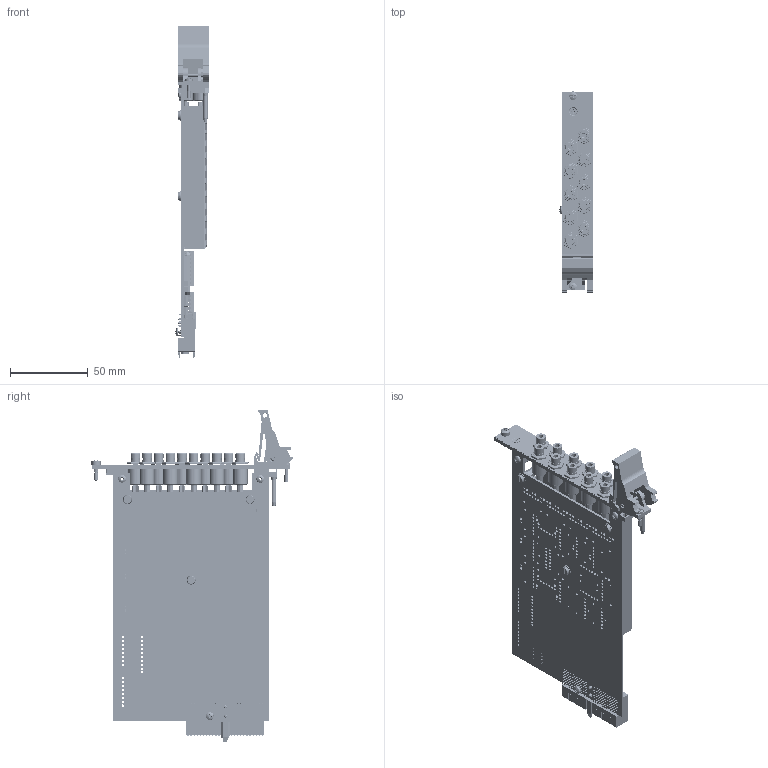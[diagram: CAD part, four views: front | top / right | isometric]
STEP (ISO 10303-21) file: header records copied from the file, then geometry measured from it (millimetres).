
FILE_DESCRIPTION (( 'STEP AP214' ), '1' );
FILE_NAME ('40-746-711 PXI Dual 4CH 75Ohm SMZ RF MUX.STEP', '2013-09-05T14:36:03', ( 'admin' ), ( '' ), 'SwSTEP 2.0', 'SolidWorks 2012', '' );
FILE_SCHEMA (( 'AUTOMOTIVE_DESIGN' ));
Length unit declared in the file: millimetre
Products named in the file (1): 40-746-711 PXI Dual 4CH 75Ohm SMZ RF MUX
Bounding box: 21.46 x 129.67 x 213.99 mm (x, y, z)
Surface area: 95979.3 mm2 (no closed solid volume)
Topology: 0 solids, 525 shells, 3950 faces, 16784 edges, 12930 vertices
Faces by surface type: plane 2679, cylinder 999, torus 122, bspline 95, cone 49, sphere 6
Full cylindrical faces by diameter (mm): 0.249 x7, 0.5 x2, 0.6 x109, 1 x28, 1.245 x5, 1.397 x60, 1.422 x27, 1.496 x2, 1.524 x66, 1.651 x80, 1.967 x2, 2 x5, 2.015 x1, 2.032 x16, 2.05 x1, 2.094 x1, 2.095 x5, 2.179 x1, 2.438 x2, 2.497 x1, 2.5 x15, 2.6 x1, 2.7 x1, 2.8 x1, 3 x3, 3.169 x10, 4.35 x1, 4.7 x4, 5 x5, 5.169 x7
Entity records: 226426 total; most frequent: CARTESIAN_POINT 53231, DIRECTION 25227, ORIENTED_EDGE 21883, EDGE_CURVE 15975, VERTEX_POINT 12768, LINE 11253, VECTOR 11253, AXIS2_PLACEMENT_3D 6987
